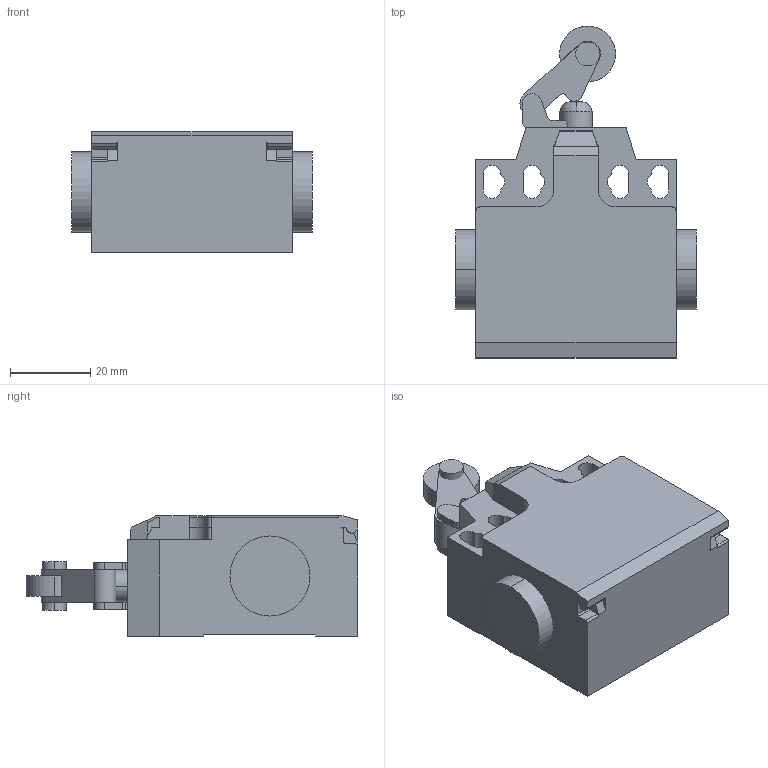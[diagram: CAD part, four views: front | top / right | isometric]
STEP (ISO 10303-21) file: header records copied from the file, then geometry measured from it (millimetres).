
FILE_DESCRIPTION((''),'2;1');
FILE_NAME('3d_KCC1L11.stp','2012-10-03T08:22:44',(''),(''),'Mechanical Desktop 2011','Mechanical Desktop 2011',', , ');
FILE_SCHEMA(('CONFIG_CONTROL_DESIGN'));
Length unit declared in the file: millimetre
Products named in the file (1): Product
Bounding box: 60 x 82.96 x 30 mm (x, y, z)
Volume: 78454.4 mm3; surface area: 16777.8 mm2
Topology: 7 solids, 7 shells, 168 faces, 484 edges, 342 vertices
Faces by surface type: plane 96, cylinder 44, bspline 28
Entity records: 5838 total; most frequent: CARTESIAN_POINT 1316, ORIENTED_EDGE 942, DIRECTION 883, EDGE_CURVE 471, VECTOR 367, LINE 367, VERTEX_POINT 317, AXIS2_PLACEMENT_3D 258
